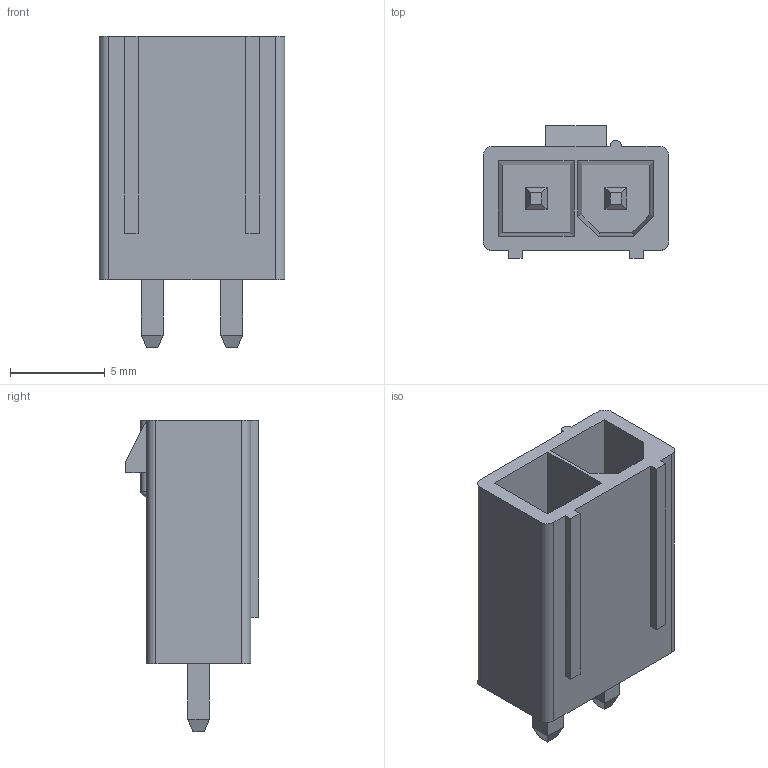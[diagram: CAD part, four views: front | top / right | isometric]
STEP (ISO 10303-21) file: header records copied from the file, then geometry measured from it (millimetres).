
FILE_DESCRIPTION( ('This file contains a STEP AP42 implementation' ,'as created by ZW3D STEP Interface translator.') ,'2;1' );
FILE_NAME( 'WF4202-1WS02W01.stp' ,'231030.1852 3', (''), ('ZWCAD Software Co.'), 'Version 1.0', 'ZW3D to STEP translator', '' );
FILE_SCHEMA(('AUTOMOTIVE_DESIGN { 1 0 10303 214 1 1 1 1 }'));
Length unit declared in the file: millimetre
Products named in the file (2): 0; WF4202-1WS02W01
Bounding box: 9.8 x 7 x 16.45 mm (x, y, z)
Volume: 474.8 mm3; surface area: 849.8 mm2
Topology: 1 solids, 1 shells, 73 faces, 179 edges, 113 vertices
Faces by surface type: plane 67, cylinder 5, sphere 1
Entity records: 2198 total; most frequent: CARTESIAN_POINT 365, ORIENTED_EDGE 356, DIRECTION 338, EDGE_CURVE 178, VECTOR 166, LINE 166, VERTEX_POINT 113, AXIS2_PLACEMENT_3D 86
